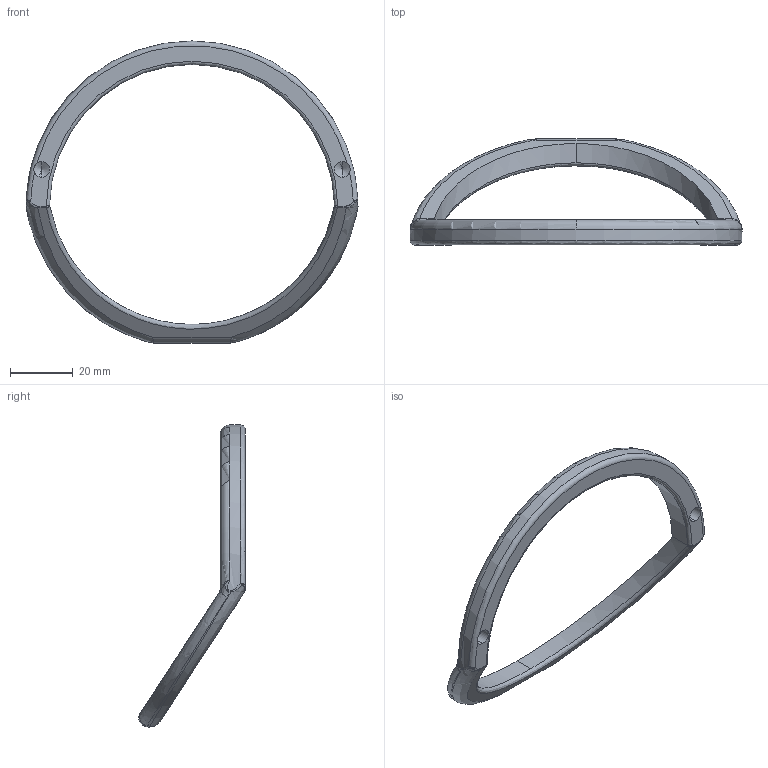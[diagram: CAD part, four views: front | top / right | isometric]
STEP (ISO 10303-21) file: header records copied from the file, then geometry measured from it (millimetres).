
FILE_DESCRIPTION (( 'STEP AP214' ), '1' );
FILE_NAME ('F003176,F003177_3D.step', '2022-08-15T13:03:27', ( '' ), ( '' ), 'SwSTEP 2.0', 'SolidWorks 2020', '' );
FILE_SCHEMA (( 'AUTOMOTIVE_DESIGN' ));
Length unit declared in the file: millimetre
Products named in the file (1): F003176,F003177_3D
Bounding box: 106 x 34 x 96.46 mm (x, y, z)
Volume: 15827.9 mm3; surface area: 8526 mm2
Topology: 1 solids, 1 shells, 70 faces, 176 edges, 95 vertices
Faces by surface type: bspline 33, cylinder 18, torus 6, plane 5, cone 4, sphere 4
Entity records: 3421 total; most frequent: CARTESIAN_POINT 2002, ORIENTED_EDGE 330, DIRECTION 223, EDGE_CURVE 165, AXIS2_PLACEMENT_3D 98, VERTEX_POINT 95, FACE_OUTER_BOUND 70, ADVANCED_FACE 70
